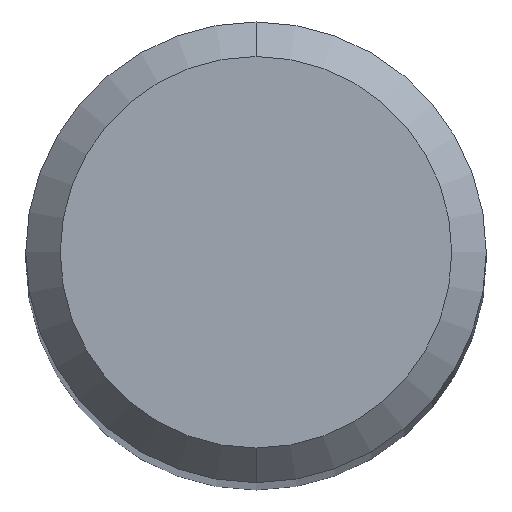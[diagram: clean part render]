
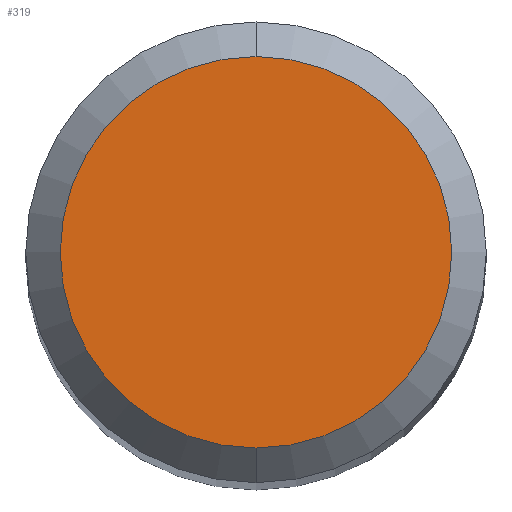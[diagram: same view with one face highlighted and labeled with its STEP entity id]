
A CAD part, top view. The second image highlights one B-rep face of the part: STEP entity #319.
In plain terms, the highlighted planar face has unit normal (0, 0, 1).
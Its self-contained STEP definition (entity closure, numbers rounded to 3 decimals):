
#221=EDGE_CURVE('',#349,#235,#539,.T.);
#235=VERTEX_POINT('',#555);
#243=EDGE_CURVE('',#235,#349,#563,.T.);
#319=ADVANCED_FACE('',(#649),#650,.T.);
#349=VERTEX_POINT('',#683);
#539=CIRCLE('',#893,1.7);
#555=CARTESIAN_POINT('',(0.,-1.7,0.0));
#563=CIRCLE('',#948,1.7);
#649=FACE_OUTER_BOUND('',#1093,.T.);
#650=PLANE('',#1094);
#683=CARTESIAN_POINT('',(0.0,1.7,0.0));
#893=AXIS2_PLACEMENT_3D('',#1521,#1522,#1523);
#948=AXIS2_PLACEMENT_3D('',#1541,#1542,#1543);
#1093=EDGE_LOOP('',(#1649,#1650));
#1094=AXIS2_PLACEMENT_3D('',#1651,#1652,#1653);
#1521=CARTESIAN_POINT('',(0.0,0.0,0.0));
#1522=DIRECTION('',(0.0,0.0,-1.0));
#1523=DIRECTION('',(0.0,1.0,0.0));
#1541=CARTESIAN_POINT('',(0.0,0.0,0.0));
#1542=DIRECTION('',(0.0,0.0,-1.0));
#1543=DIRECTION('',(0.0,1.0,0.0));
#1649=ORIENTED_EDGE('',*,*,#221,.F.);
#1650=ORIENTED_EDGE('',*,*,#243,.F.);
#1651=CARTESIAN_POINT('',(0.0,0.85,0.0));
#1652=DIRECTION('',(-0.0,0.0,1.0));
#1653=DIRECTION('',(0.0,-1.0,0.0));
